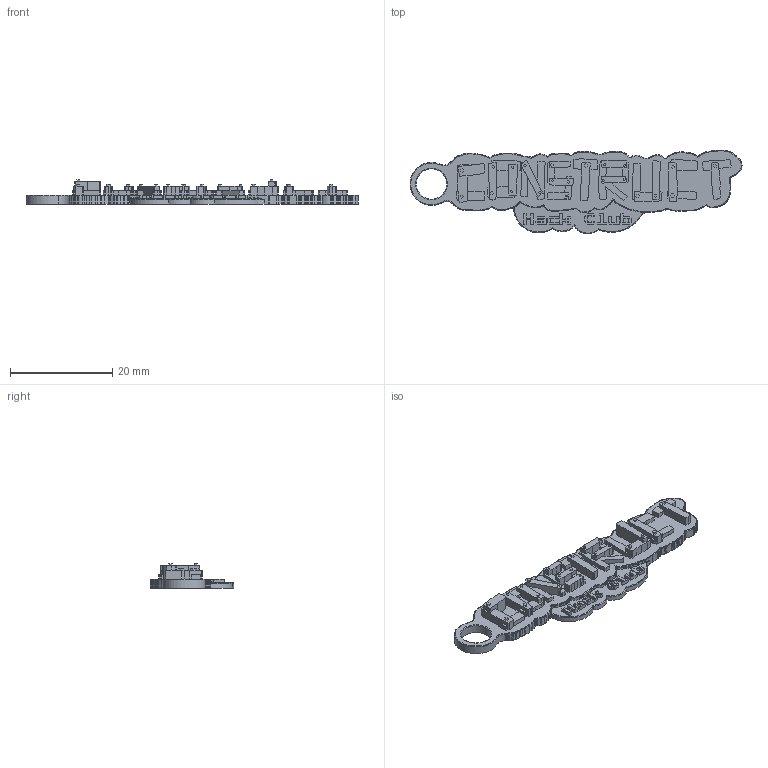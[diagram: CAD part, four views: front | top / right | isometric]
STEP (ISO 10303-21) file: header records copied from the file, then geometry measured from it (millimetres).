
FILE_DESCRIPTION(/* description */ (''),/* implementation_level */ '2;1');
FILE_NAME(/* name */ 'Construct keychain.step',/* time_stamp */ '2025-12-28T21:18:27Z',/* author */ (''),/* organization */ (''),/* preprocessor_version */ 'ST-DEVELOPER v20.1',/* originating_system */ 'Autodesk Translation Framework v14.21.0.0',/* authorisation */ '');
FILE_SCHEMA (('AUTOMOTIVE_DESIGN { 1 0 10303 214 3 1 1 }'));
Length unit declared in the file: millimetre
Products named in the file (1): 2025-12-24-19-19-35-804
Bounding box: 65.03 x 16.38 x 4.72 mm (x, y, z)
Volume: 1551.5 mm3; surface area: 2304.8 mm2
Topology: 1 solids, 1 shells, 1521 faces, 4048 edges, 2570 vertices
Faces by surface type: plane 926, cylinder 393, torus 202
Full cylindrical faces by diameter (mm): 5.945 x1
Entity records: 47655 total; most frequent: CARTESIAN_POINT 8308, ORIENTED_EDGE 8096, DIRECTION 8065, EDGE_CURVE 4048, LINE 3043, VECTOR 3043, VERTEX_POINT 2570, AXIS2_PLACEMENT_3D 2511
